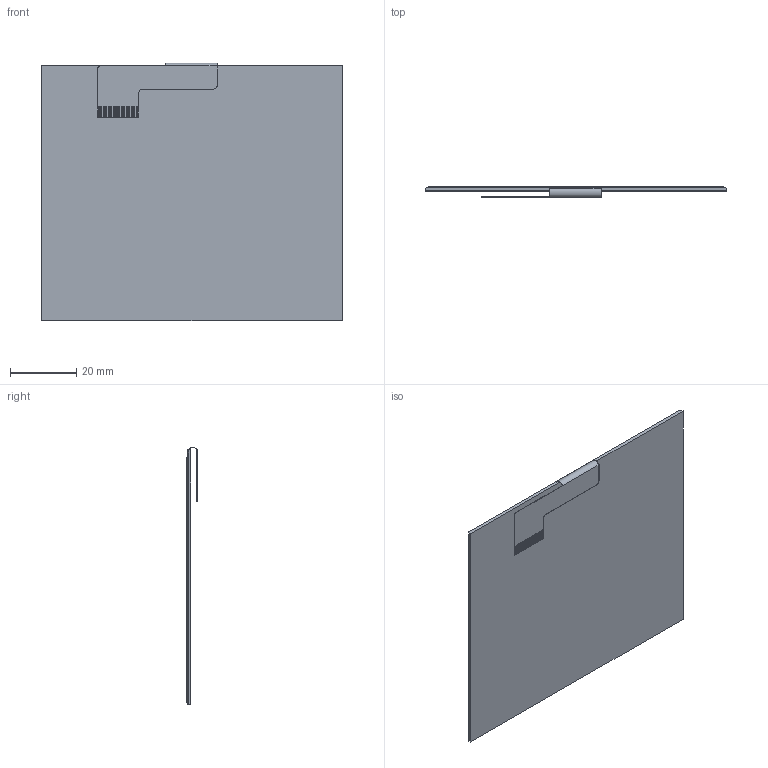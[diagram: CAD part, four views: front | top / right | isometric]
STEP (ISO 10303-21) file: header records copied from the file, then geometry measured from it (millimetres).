
FILE_DESCRIPTION(/* description */ (''),/* implementation_level */ '2;1');
FILE_NAME(/* name */ 'Waveshare 4.2 E-Ink - Display folded cable v9.step',/* time_stamp */ '2018-12-22T16:38:46+01:00',/* author */ ('baumgart.julian'),/* organization */ (''),/* preprocessor_version */ 'ST-DEVELOPER v17.2',/* originating_system */ 'Autodesk Translation Framework v7.6.0.251',/* authorisation */ '');
FILE_SCHEMA (('AUTOMOTIVE_DESIGN { 1 0 10303 214 3 1 1 }'));
Length unit declared in the file: millimetre
Products named in the file (1): Waveshare 4.2 E-Ink - Display folded cable
Bounding box: 91 x 3.17 x 77.88 mm (x, y, z)
Volume: 8836.5 mm3; surface area: 15216.7 mm2
Topology: 2 solids, 10 shells, 257 faces, 615 edges, 407 vertices
Faces by surface type: plane 204, cylinder 31, bspline 22
Full cylindrical faces by diameter (mm): 1.497 x2
Entity records: 8288 total; most frequent: CARTESIAN_POINT 2146, ORIENTED_EDGE 1230, DIRECTION 1111, EDGE_CURVE 615, LINE 503, VECTOR 503, VERTEX_POINT 407, AXIS2_PLACEMENT_3D 304
